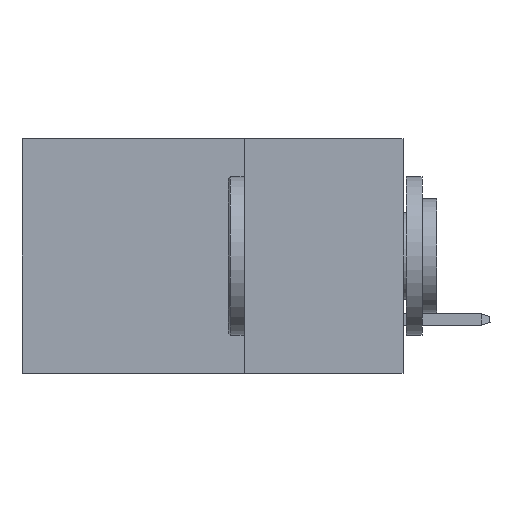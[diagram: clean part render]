
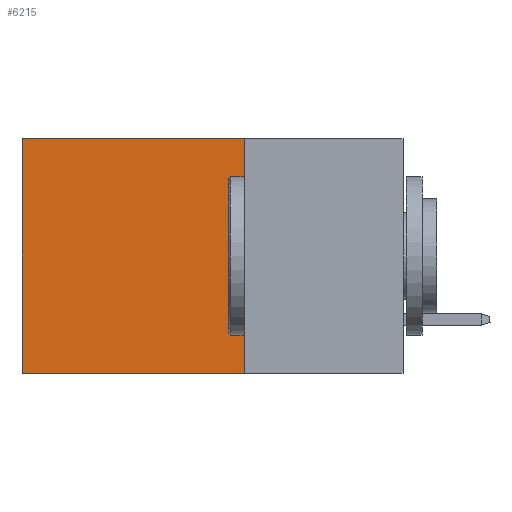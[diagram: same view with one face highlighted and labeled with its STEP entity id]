
A CAD part, left-side view. The second image highlights one B-rep face of the part: STEP entity #6215.
In plain terms, the highlighted planar face has unit normal (-1, 0, 0).
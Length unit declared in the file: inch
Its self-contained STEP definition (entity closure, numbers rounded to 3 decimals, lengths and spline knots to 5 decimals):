
#654 = VECTOR ( 'NONE', #27132, 39.37008 ) ;
#1438 = LINE ( 'NONE', #8300, #32644 ) ;
#3318 = CARTESIAN_POINT ( 'NONE',  ( 0.2875, 0.6, -0.37 ) ) ;
#3971 = ORIENTED_EDGE ( 'NONE', *, *, #23214, .F. ) ;
#4242 = DIRECTION ( 'NONE',  ( 0., 0., -1. ) ) ;
#4490 = DIRECTION ( 'NONE',  ( 1., 0., 0. ) ) ;
#5462 = VERTEX_POINT ( 'NONE', #27650 ) ;
#6019 = LINE ( 'NONE', #16569, #654 ) ;
#6215 = ADVANCED_FACE ( 'NONE', ( #14720 ), #6584, .F. ) ;
#6511 = CARTESIAN_POINT ( 'NONE',  ( 0.2875, 0.6, 0. ) ) ;
#6584 = PLANE ( 'NONE',  #14671 ) ;
#8300 = CARTESIAN_POINT ( 'NONE',  ( 0.2875, 0.25, -0.37 ) ) ;
#9277 = LINE ( 'NONE', #19994, #9298 ) ;
#9298 = VECTOR ( 'NONE', #4242, 39.37008 ) ;
#10737 = DIRECTION ( 'NONE',  ( 0., 1., 0. ) ) ;
#10936 = LINE ( 'NONE', #13855, #12267 ) ;
#12267 = VECTOR ( 'NONE', #27511, 39.37008 ) ;
#12945 = EDGE_CURVE ( 'NONE', #32304, #25611, #1438, .T. ) ;
#13592 = VERTEX_POINT ( 'NONE', #6511 ) ;
#13855 = CARTESIAN_POINT ( 'NONE',  ( 0.2875, 0.25, 0. ) ) ;
#14671 = AXIS2_PLACEMENT_3D ( 'NONE', #32880, #4490, #22162 ) ;
#14720 = FACE_OUTER_BOUND ( 'NONE', #32508, .T. ) ;
#16569 = CARTESIAN_POINT ( 'NONE',  ( 0.2875, 0.25, 0. ) ) ;
#18287 = CARTESIAN_POINT ( 'NONE',  ( 0.2875, 0.25, -0.37 ) ) ;
#18384 = ORIENTED_EDGE ( 'NONE', *, *, #12945, .F. ) ;
#19994 = CARTESIAN_POINT ( 'NONE',  ( 0.2875, 0.6, 0. ) ) ;
#21474 = EDGE_CURVE ( 'NONE', #5462, #13592, #10936, .T. ) ;
#22162 = DIRECTION ( 'NONE',  ( 0., 0., -1. ) ) ;
#23214 = EDGE_CURVE ( 'NONE', #5462, #32304, #6019, .T. ) ;
#23997 = ORIENTED_EDGE ( 'NONE', *, *, #21474, .T. ) ;
#25611 = VERTEX_POINT ( 'NONE', #3318 ) ;
#27132 = DIRECTION ( 'NONE',  ( 0., 0., -1. ) ) ;
#27511 = DIRECTION ( 'NONE',  ( 0., 1., 0. ) ) ;
#27650 = CARTESIAN_POINT ( 'NONE',  ( 0.2875, 0.25, 0. ) ) ;
#30741 = ORIENTED_EDGE ( 'NONE', *, *, #32509, .T. ) ;
#32304 = VERTEX_POINT ( 'NONE', #18287 ) ;
#32508 = EDGE_LOOP ( 'NONE', ( #30741, #18384, #3971, #23997 ) ) ;
#32509 = EDGE_CURVE ( 'NONE', #13592, #25611, #9277, .T. ) ;
#32644 = VECTOR ( 'NONE', #10737, 39.37008 ) ;
#32880 = CARTESIAN_POINT ( 'NONE',  ( 0.2875, 0.25, 0. ) ) ;
